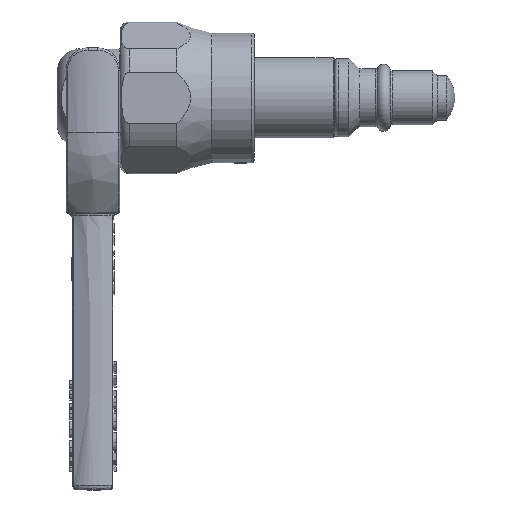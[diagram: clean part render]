
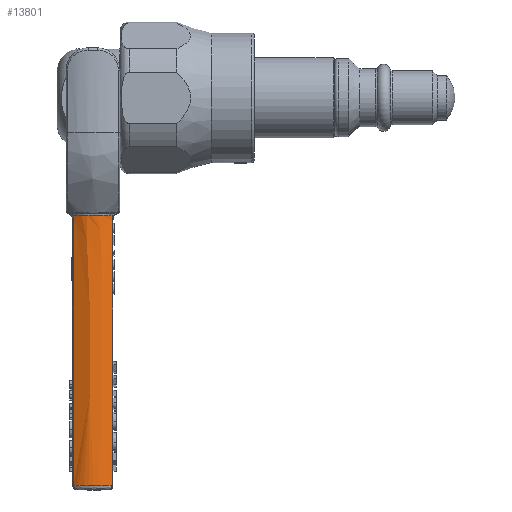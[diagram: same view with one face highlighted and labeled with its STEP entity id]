
A CAD part, left-side view. The second image highlights one B-rep face of the part: STEP entity #13801.
In plain terms, the highlighted free-form (B-spline) face has degree [3, 3] with [4, 7] control points.
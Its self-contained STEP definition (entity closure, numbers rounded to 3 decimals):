
#12843=CARTESIAN_POINT('',(-5.643,40.408,-86.807));
#12844=VERTEX_POINT('',#12843);
#12981=CARTESIAN_POINT('',(-5.643,31.792,-86.807));
#12982=VERTEX_POINT('',#12981);
#13650=CARTESIAN_POINT('',(-5.643,31.792,-86.807));
#13651=CARTESIAN_POINT('',(-5.915,32.141,-86.806));
#13652=CARTESIAN_POINT('',(-6.305,32.753,-86.805));
#13653=CARTESIAN_POINT('',(-6.659,33.559,-86.804));
#13654=CARTESIAN_POINT('',(-6.867,34.187,-86.803));
#13655=CARTESIAN_POINT('',(-7.01,34.781,-86.803));
#13656=CARTESIAN_POINT('',(-7.136,35.66,-86.802));
#13657=CARTESIAN_POINT('',(-7.136,36.541,-86.802));
#13658=CARTESIAN_POINT('',(-7.011,37.419,-86.803));
#13659=CARTESIAN_POINT('',(-6.802,38.283,-86.803));
#13660=CARTESIAN_POINT('',(-6.395,39.306,-86.805));
#13661=CARTESIAN_POINT('',(-5.915,40.059,-86.806));
#13662=CARTESIAN_POINT('',(-5.643,40.408,-86.807));
#13663=B_SPLINE_CURVE_WITH_KNOTS('',3,(#13650,#13651,#13652,#13653,#13654,#13655,#13656,#13657,#13658,#13659,#13660,#13661,#13662),.UNSPECIFIED.,.F.,.U.,(4,1,1,1,1,1,1,1,1,1,4),(-0.855,-0.742,-0.671,-0.629,-0.573,-0.516,-0.403,-0.347,-0.29,-0.177,-0.064),.UNSPECIFIED.);
#13664=EDGE_CURVE('',#12982,#12844,#13663,.T.);
#13699=CARTESIAN_POINT('',(-4.204,40.408,-27.317));
#13700=VERTEX_POINT('',#13699);
#13701=CARTESIAN_POINT('',(-5.643,40.408,-86.807));
#13702=CARTESIAN_POINT('',(-5.163,40.408,-66.977));
#13703=CARTESIAN_POINT('',(-4.683,40.408,-47.147));
#13704=CARTESIAN_POINT('',(-4.204,40.408,-27.317));
#13705=B_SPLINE_CURVE_WITH_KNOTS('',3,(#13701,#13702,#13703,#13704),.UNSPECIFIED.,.F.,.U.,(4,4),(-5.951,0.),.UNSPECIFIED.);
#13706=EDGE_CURVE('',#12844,#13700,#13705,.T.);
#13719=CARTESIAN_POINT('',(-5.415,31.515,-86.807));
#13720=CARTESIAN_POINT('',(-4.927,31.515,-66.65));
#13721=CARTESIAN_POINT('',(-4.439,31.515,-46.493));
#13722=CARTESIAN_POINT('',(-3.952,31.515,-26.336));
#13723=CARTESIAN_POINT('',(-6.038,32.235,-86.807));
#13724=CARTESIAN_POINT('',(-5.551,32.235,-66.65));
#13725=CARTESIAN_POINT('',(-5.063,32.235,-46.493));
#13726=CARTESIAN_POINT('',(-4.575,32.235,-26.336));
#13727=CARTESIAN_POINT('',(-6.988,33.931,-86.807));
#13728=CARTESIAN_POINT('',(-6.5,33.931,-66.65));
#13729=CARTESIAN_POINT('',(-6.012,33.931,-46.493));
#13730=CARTESIAN_POINT('',(-5.525,33.931,-26.336));
#13731=CARTESIAN_POINT('',(-7.285,36.833,-86.807));
#13732=CARTESIAN_POINT('',(-6.798,36.833,-66.65));
#13733=CARTESIAN_POINT('',(-6.31,36.833,-46.493));
#13734=CARTESIAN_POINT('',(-5.822,36.833,-26.336));
#13735=CARTESIAN_POINT('',(-6.553,39.151,-86.807));
#13736=CARTESIAN_POINT('',(-6.065,39.151,-66.65));
#13737=CARTESIAN_POINT('',(-5.577,39.151,-46.493));
#13738=CARTESIAN_POINT('',(-5.09,39.151,-26.336));
#13739=CARTESIAN_POINT('',(-5.727,40.325,-86.807));
#13740=CARTESIAN_POINT('',(-5.239,40.325,-66.65));
#13741=CARTESIAN_POINT('',(-4.751,40.325,-46.493));
#13742=CARTESIAN_POINT('',(-4.264,40.325,-26.336));
#13743=CARTESIAN_POINT('',(-5.415,40.685,-86.807));
#13744=CARTESIAN_POINT('',(-4.927,40.685,-66.65));
#13745=CARTESIAN_POINT('',(-4.439,40.685,-46.493));
#13746=CARTESIAN_POINT('',(-3.952,40.685,-26.336));
#13747=B_SPLINE_SURFACE_WITH_KNOTS('',3,3,((#13719,#13723,#13727,#13731,#13735,#13739,#13743),(#13720,#13724,#13728,#13732,#13736,#13740,#13744),(#13721,#13725,#13729,#13733,#13737,#13741,#13745),(#13722,#13726,#13730,#13734,#13738,#13742,#13746)),.UNSPECIFIED.,.F.,.F.,.U.,(4,4),(4,1,1,1,4),(0.016,0.992),(-0.011,0.281,0.573,0.865,1.011),.UNSPECIFIED.);
#13748=ORIENTED_EDGE('',*,*,#13664,.F.);
#13749=CARTESIAN_POINT('',(-4.204,31.792,-27.317));
#13750=VERTEX_POINT('',#13749);
#13751=CARTESIAN_POINT('',(-4.204,31.792,-27.317));
#13752=CARTESIAN_POINT('',(-4.683,31.792,-47.147));
#13753=CARTESIAN_POINT('',(-5.163,31.792,-66.977));
#13754=CARTESIAN_POINT('',(-5.643,31.792,-86.807));
#13755=B_SPLINE_CURVE_WITH_KNOTS('',3,(#13751,#13752,#13753,#13754),.UNSPECIFIED.,.F.,.U.,(4,4),(-6.053,-0.102),.UNSPECIFIED.);
#13756=EDGE_CURVE('',#13750,#12982,#13755,.T.);
#13757=ORIENTED_EDGE('',*,*,#13756,.F.);
#13758=CARTESIAN_POINT('',(-3.952,31.515,-26.336));
#13759=VERTEX_POINT('',#13758);
#13760=CARTESIAN_POINT('',(-3.952,31.515,-26.336));
#13761=CARTESIAN_POINT('',(-3.996,31.564,-26.415));
#13762=CARTESIAN_POINT('',(-4.074,31.652,-26.587));
#13763=CARTESIAN_POINT('',(-4.143,31.73,-26.822));
#13764=CARTESIAN_POINT('',(-4.188,31.78,-27.066));
#13765=CARTESIAN_POINT('',(-4.201,31.792,-27.216));
#13766=CARTESIAN_POINT('',(-4.204,31.792,-27.317));
#13767=B_SPLINE_CURVE_WITH_KNOTS('',3,(#13760,#13761,#13762,#13763,#13764,#13765,#13766),.UNSPECIFIED.,.F.,.U.,(4,1,1,1,4),(-0.106,-0.075,-0.045,-0.03,0.0),.UNSPECIFIED.);
#13768=EDGE_CURVE('',#13759,#13750,#13767,.T.);
#13769=ORIENTED_EDGE('',*,*,#13768,.F.);
#13770=CARTESIAN_POINT('',(-3.952,40.685,-26.336));
#13771=VERTEX_POINT('',#13770);
#13772=CARTESIAN_POINT('',(-3.952,40.685,-26.336));
#13773=CARTESIAN_POINT('',(-4.084,40.532,-26.336));
#13774=CARTESIAN_POINT('',(-4.392,40.144,-26.336));
#13775=CARTESIAN_POINT('',(-4.817,39.473,-26.337));
#13776=CARTESIAN_POINT('',(-5.189,38.68,-26.338));
#13777=CARTESIAN_POINT('',(-5.461,37.845,-26.338));
#13778=CARTESIAN_POINT('',(-5.626,36.974,-26.338));
#13779=CARTESIAN_POINT('',(-5.699,35.81,-26.339));
#13780=CARTESIAN_POINT('',(-5.571,34.784,-26.338));
#13781=CARTESIAN_POINT('',(-5.325,33.937,-26.338));
#13782=CARTESIAN_POINT('',(-5.029,33.115,-26.337));
#13783=CARTESIAN_POINT('',(-4.575,32.286,-26.337));
#13784=CARTESIAN_POINT('',(-4.084,31.668,-26.336));
#13785=CARTESIAN_POINT('',(-3.952,31.515,-26.336));
#13786=B_SPLINE_CURVE_WITH_KNOTS('',3,(#13772,#13773,#13774,#13775,#13776,#13777,#13778,#13779,#13780,#13781,#13782,#13783,#13784,#13785),.UNSPECIFIED.,.F.,.U.,(4,1,1,1,1,1,1,1,1,1,1,4),(0.236,0.301,0.395,0.488,0.581,0.675,0.768,0.955,1.002,1.049,1.236,1.301),.UNSPECIFIED.);
#13787=EDGE_CURVE('',#13771,#13759,#13786,.T.);
#13788=ORIENTED_EDGE('',*,*,#13787,.F.);
#13789=CARTESIAN_POINT('',(-4.204,40.408,-27.317));
#13790=CARTESIAN_POINT('',(-4.2,40.408,-27.166));
#13791=CARTESIAN_POINT('',(-4.17,40.439,-26.914));
#13792=CARTESIAN_POINT('',(-4.074,40.548,-26.587));
#13793=CARTESIAN_POINT('',(-3.996,40.636,-26.416));
#13794=CARTESIAN_POINT('',(-3.952,40.685,-26.336));
#13795=B_SPLINE_CURVE_WITH_KNOTS('',3,(#13789,#13790,#13791,#13792,#13793,#13794),.UNSPECIFIED.,.F.,.U.,(4,1,1,4),(-0.106,-0.06,-0.03,0.0),.UNSPECIFIED.);
#13796=EDGE_CURVE('',#13700,#13771,#13795,.T.);
#13797=ORIENTED_EDGE('',*,*,#13796,.F.);
#13798=ORIENTED_EDGE('',*,*,#13706,.F.);
#13799=EDGE_LOOP('',(#13748,#13757,#13769,#13788,#13797,#13798));
#13800=FACE_OUTER_BOUND('',#13799,.T.);
#13801=ADVANCED_FACE('',(#13800),#13747,.T.);
